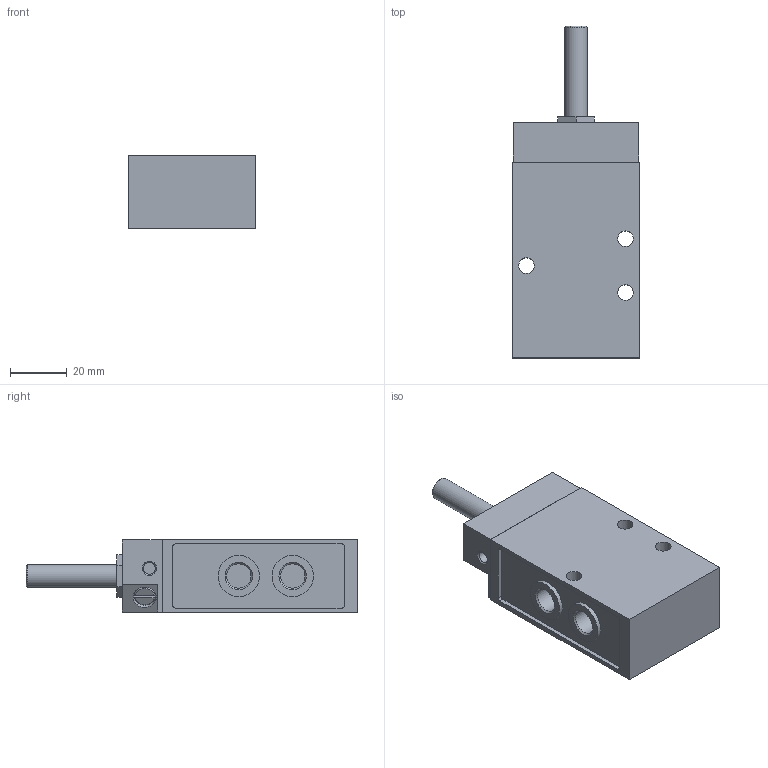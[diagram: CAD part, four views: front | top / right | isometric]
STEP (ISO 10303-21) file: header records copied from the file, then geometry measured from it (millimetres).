
FILE_DESCRIPTION(/* description */ ('STEP AP214'),/* implementation_level */ '2;1');
FILE_NAME(/* name */ '10348_MFH-5-1_8-S',/* time_stamp */ '2024-09-05T09:50:47+02:00',/* author */ ('License CC BY-ND 4.0'),/* organization */ ('CADENAS'),/* preprocessor_version */ 'ST-DEVELOPER v19.3',/* originating_system */ 'PARTsolutions',/* authorisation */ ' ');
FILE_SCHEMA (('AUTOMOTIVE_DESIGN {1 0 10303 214 3 1 1}'));
Length unit declared in the file: millimetre
Products named in the file (1): 10348 MFH-5-1/8-S
Bounding box: 45 x 117 x 26 mm (x, y, z)
Volume: 88997.5 mm3; surface area: 19060.9 mm2
Topology: 1 solids, 1 shells, 157 faces, 375 edges, 243 vertices
Faces by surface type: plane 78, cylinder 53, cone 24, torus 2
Full cylindrical faces by diameter (mm): 4.134 x2, 5.5 x3, 7 x2, 7.4 x2, 7.48 x1, 8 x1, 8.566 x5, 14.592 x5
Entity records: 4443 total; most frequent: CARTESIAN_POINT 938, DIRECTION 699, ORIENTED_EDGE 674, EDGE_CURVE 337, AXIS2_PLACEMENT_3D 268, VERTEX_POINT 239, FACE_BOUND 220, EDGE_LOOP 219
